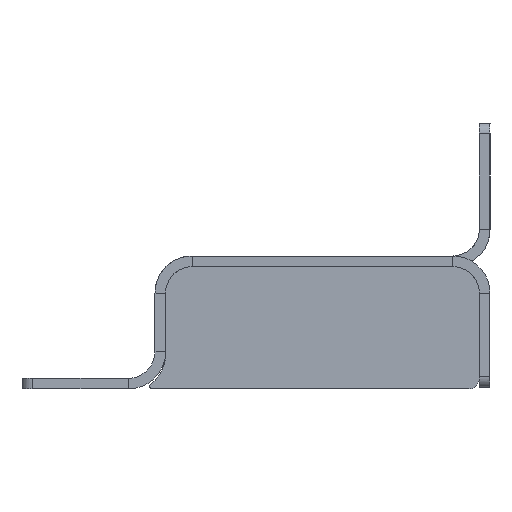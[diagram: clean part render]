
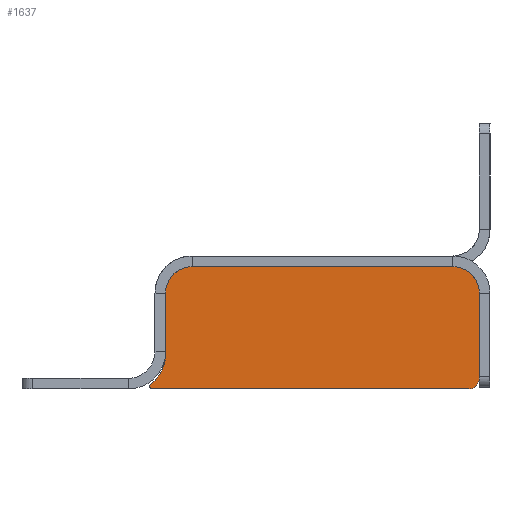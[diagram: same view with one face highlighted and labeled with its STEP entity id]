
A CAD part, left-side view. The second image highlights one B-rep face of the part: STEP entity #1637.
In plain terms, the highlighted face is planar.
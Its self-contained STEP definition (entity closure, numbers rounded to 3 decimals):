
#1484=CARTESIAN_POINT('Axis2P3D Location',(32.5,0.,-11.5)) ;
#1488=CARTESIAN_POINT('Vertex',(32.5,0.,-12.)) ;
#1490=CARTESIAN_POINT('Vertex',(32.8,0.,-11.1)) ;
#1524=CARTESIAN_POINT('Axis2P3D Location',(37.,0.,-5.5)) ;
#1528=CARTESIAN_POINT('Vertex',(30.,0.,-5.5)) ;
#1555=CARTESIAN_POINT('Line Origine',(30.,0.,0.25)) ;
#1559=CARTESIAN_POINT('Vertex',(30.,0.,6.)) ;
#1581=CARTESIAN_POINT('Axis2P3D Location',(0.,0.,0.)) ;
#1586=CARTESIAN_POINT('Line Origine',(2.75,0.,-12.)) ;
#1590=CARTESIAN_POINT('Vertex',(-27.,0.,-12.)) ;
#1593=CARTESIAN_POINT('Axis2P3D Location',(-27.,0.,-10.)) ;
#1597=CARTESIAN_POINT('Vertex',(-29.,0.,-10.)) ;
#1600=CARTESIAN_POINT('Line Origine',(-29.,0.,-2.)) ;
#1604=CARTESIAN_POINT('Vertex',(-29.,0.,6.)) ;
#1607=CARTESIAN_POINT('Axis2P3D Location',(-24.,0.,6.)) ;
#1611=CARTESIAN_POINT('Vertex',(-24.,0.,11.)) ;
#1614=CARTESIAN_POINT('Line Origine',(0.5,0.,11.)) ;
#1618=CARTESIAN_POINT('Vertex',(25.,0.,11.)) ;
#1621=CARTESIAN_POINT('Axis2P3D Location',(25.,0.,6.)) ;
#1485=DIRECTION('Axis2P3D Direction',(0.,-1.,0.)) ;
#1525=DIRECTION('Axis2P3D Direction',(0.,-1.,0.)) ;
#1556=DIRECTION('Vector Direction',(0.,0.,1.)) ;
#1582=DIRECTION('Axis2P3D Direction',(0.,-1.,0.)) ;
#1583=DIRECTION('Axis2P3D XDirection',(1.,0.,0.)) ;
#1587=DIRECTION('Vector Direction',(1.,0.,0.)) ;
#1594=DIRECTION('Axis2P3D Direction',(0.,-1.,0.)) ;
#1601=DIRECTION('Vector Direction',(0.,0.,-1.)) ;
#1608=DIRECTION('Axis2P3D Direction',(0.,-1.,0.)) ;
#1615=DIRECTION('Vector Direction',(1.,0.,0.)) ;
#1622=DIRECTION('Axis2P3D Direction',(0.,-1.,0.)) ;
#1486=AXIS2_PLACEMENT_3D('Circle Axis2P3D',#1484,#1485,$) ;
#1526=AXIS2_PLACEMENT_3D('Circle Axis2P3D',#1524,#1525,$) ;
#1584=AXIS2_PLACEMENT_3D('Plane Axis2P3D',#1581,#1582,#1583) ;
#1595=AXIS2_PLACEMENT_3D('Circle Axis2P3D',#1593,#1594,$) ;
#1609=AXIS2_PLACEMENT_3D('Circle Axis2P3D',#1607,#1608,$) ;
#1623=AXIS2_PLACEMENT_3D('Circle Axis2P3D',#1621,#1622,$) ;
#1627=ORIENTED_EDGE('',*,*,#1530,.F.) ;
#1628=ORIENTED_EDGE('',*,*,#1492,.F.) ;
#1629=ORIENTED_EDGE('',*,*,#1592,.F.) ;
#1630=ORIENTED_EDGE('',*,*,#1599,.T.) ;
#1631=ORIENTED_EDGE('',*,*,#1606,.F.) ;
#1632=ORIENTED_EDGE('',*,*,#1613,.F.) ;
#1633=ORIENTED_EDGE('',*,*,#1620,.F.) ;
#1634=ORIENTED_EDGE('',*,*,#1625,.F.) ;
#1635=ORIENTED_EDGE('',*,*,#1561,.F.) ;
#1557=VECTOR('Line Direction',#1556,1.) ;
#1588=VECTOR('Line Direction',#1587,1.) ;
#1602=VECTOR('Line Direction',#1601,1.) ;
#1616=VECTOR('Line Direction',#1615,1.) ;
#1637=ADVANCED_FACE('PartBody',(#1636),#1585,.F.) ;
#1487=CIRCLE('generated circle',#1486,0.5) ;
#1527=CIRCLE('generated circle',#1526,7.) ;
#1596=CIRCLE('generated circle',#1595,2.) ;
#1610=CIRCLE('generated circle',#1609,5.) ;
#1624=CIRCLE('generated circle',#1623,5.) ;
#1492=EDGE_CURVE('',#1489,#1491,#1487,.T.) ;
#1530=EDGE_CURVE('',#1491,#1529,#1527,.F.) ;
#1561=EDGE_CURVE('',#1529,#1560,#1558,.T.) ;
#1592=EDGE_CURVE('',#1591,#1489,#1589,.T.) ;
#1599=EDGE_CURVE('',#1591,#1598,#1596,.F.) ;
#1606=EDGE_CURVE('',#1605,#1598,#1603,.T.) ;
#1613=EDGE_CURVE('',#1612,#1605,#1610,.T.) ;
#1620=EDGE_CURVE('',#1619,#1612,#1617,.F.) ;
#1625=EDGE_CURVE('',#1560,#1619,#1624,.T.) ;
#1626=EDGE_LOOP('',(#1627,#1628,#1629,#1630,#1631,#1632,#1633,#1634,#1635)) ;
#1636=FACE_OUTER_BOUND('',#1626,.T.) ;
#1558=LINE('Line',#1555,#1557) ;
#1589=LINE('Line',#1586,#1588) ;
#1603=LINE('Line',#1600,#1602) ;
#1617=LINE('Line',#1614,#1616) ;
#1585=PLANE('Plane',#1584) ;
#1489=VERTEX_POINT('',#1488) ;
#1491=VERTEX_POINT('',#1490) ;
#1529=VERTEX_POINT('',#1528) ;
#1560=VERTEX_POINT('',#1559) ;
#1591=VERTEX_POINT('',#1590) ;
#1598=VERTEX_POINT('',#1597) ;
#1605=VERTEX_POINT('',#1604) ;
#1612=VERTEX_POINT('',#1611) ;
#1619=VERTEX_POINT('',#1618) ;
